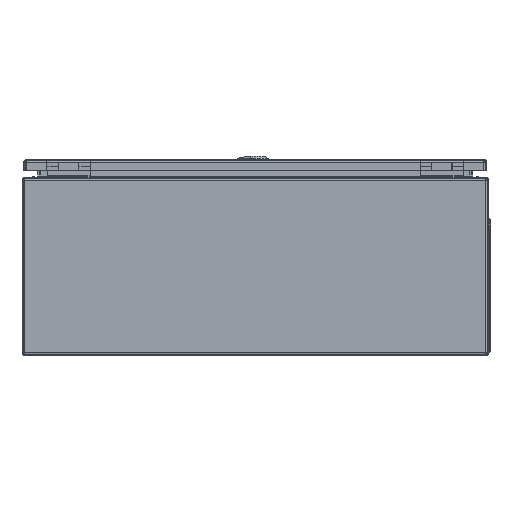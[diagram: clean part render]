
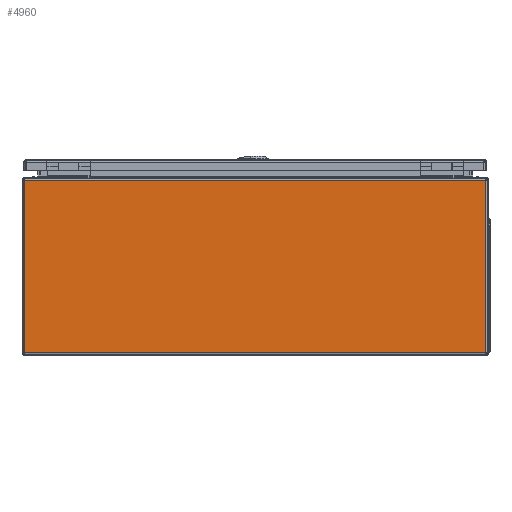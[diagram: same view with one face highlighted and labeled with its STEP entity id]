
A CAD part, left-side view. The second image highlights one B-rep face of the part: STEP entity #4960.
In plain terms, the highlighted planar face has unit normal (-1, 0, 0).
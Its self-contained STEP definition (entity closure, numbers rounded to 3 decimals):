
#4960=ADVANCED_FACE('',(#6512),#6037,.T.);
#6037=PLANE('',#21510);
#6512=FACE_OUTER_BOUND('',#7432,.T.);
#7432=EDGE_LOOP('',(#9101,#9102,#9103,#9104));
#9101=ORIENTED_EDGE('',*,*,#16206,.T.);
#9102=ORIENTED_EDGE('',*,*,#16207,.T.);
#9103=ORIENTED_EDGE('',*,*,#16208,.T.);
#9104=ORIENTED_EDGE('',*,*,#16209,.T.);
#14395=VERTEX_POINT('',#29208);
#14396=VERTEX_POINT('',#29209);
#14397=VERTEX_POINT('',#29211);
#14398=VERTEX_POINT('',#29213);
#16206=EDGE_CURVE('',#14395,#14396,#18806,.T.);
#16207=EDGE_CURVE('',#14396,#14397,#18807,.T.);
#16208=EDGE_CURVE('',#14397,#14398,#18808,.T.);
#16209=EDGE_CURVE('',#14398,#14395,#18809,.T.);
#18806=LINE('',#29207,#20160);
#18807=LINE('',#29210,#20161);
#18808=LINE('',#29212,#20162);
#18809=LINE('',#29214,#20163);
#20160=VECTOR('',#23730,1.);
#20161=VECTOR('',#23731,1.);
#20162=VECTOR('',#23732,1.);
#20163=VECTOR('',#23733,1.);
#21510=AXIS2_PLACEMENT_3D('',#29215,#23734,#23735);
#23730=DIRECTION('',(0.,1.,0.));
#23731=DIRECTION('',(0.,0.,-1.));
#23732=DIRECTION('',(0.,-1.,0.));
#23733=DIRECTION('',(0.,0.,1.));
#23734=DIRECTION('',(-1.,0.,0.));
#23735=DIRECTION('',(0.,0.,1.));
#29207=CARTESIAN_POINT('',(-600.,300.,225.5));
#29208=CARTESIAN_POINT('',(-600.,-296.5,225.5));
#29209=CARTESIAN_POINT('',(-600.,296.5,225.5));
#29210=CARTESIAN_POINT('',(-600.,296.5,229.));
#29211=CARTESIAN_POINT('',(-600.,296.5,3.5));
#29212=CARTESIAN_POINT('',(-600.,-300.,3.5));
#29213=CARTESIAN_POINT('',(-600.,-296.5,3.5));
#29214=CARTESIAN_POINT('',(-600.,-296.5,229.));
#29215=CARTESIAN_POINT('',(-600.,-300.,229.));
